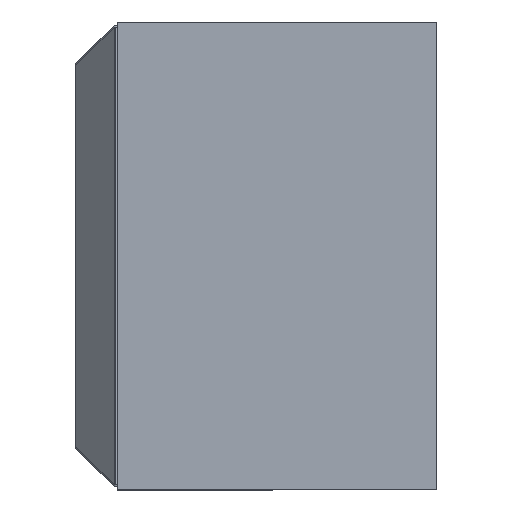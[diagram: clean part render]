
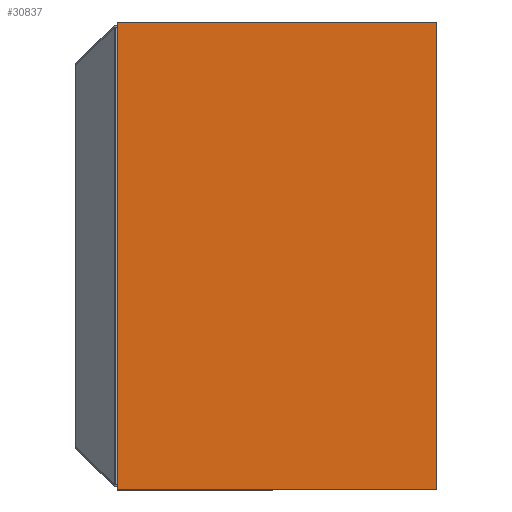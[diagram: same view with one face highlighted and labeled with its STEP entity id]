
A CAD part, left-side view. The second image highlights one B-rep face of the part: STEP entity #30837.
In plain terms, the highlighted planar face has unit normal (-1, 0, 0).
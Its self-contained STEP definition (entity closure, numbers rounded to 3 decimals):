
#685 = CARTESIAN_POINT ( 'NONE',  ( -62.5, 0., -11. ) ) ;
#949 = ORIENTED_EDGE ( 'NONE', *, *, #6891, .F. ) ;
#2302 = VECTOR ( 'NONE', #9326, 1000. ) ;
#3942 = DIRECTION ( 'NONE',  ( 0., 0., 1. ) ) ;
#4887 = LINE ( 'NONE', #34180, #2302 ) ;
#4965 = CARTESIAN_POINT ( 'NONE',  ( -62.5, 15., -11. ) ) ;
#5631 = LINE ( 'NONE', #28887, #6505 ) ;
#5709 = VERTEX_POINT ( 'NONE', #18117 ) ;
#6505 = VECTOR ( 'NONE', #26234, 1000. ) ;
#6891 = EDGE_CURVE ( 'NONE', #24253, #9078, #35069, .T. ) ;
#9078 = VERTEX_POINT ( 'NONE', #32733 ) ;
#9326 = DIRECTION ( 'NONE',  ( 0., -1., 0. ) ) ;
#9746 = AXIS2_PLACEMENT_3D ( 'NONE', #15937, #35386, #18736 ) ;
#9829 = FACE_OUTER_BOUND ( 'NONE', #12429, .T. ) ;
#10377 = EDGE_CURVE ( 'NONE', #24253, #24714, #4887, .T. ) ;
#12429 = EDGE_LOOP ( 'NONE', ( #16148, #33141, #949, #34806 ) ) ;
#15937 = CARTESIAN_POINT ( 'NONE',  ( -62.5, 15., -11. ) ) ;
#16058 = LINE ( 'NONE', #685, #21285 ) ;
#16148 = ORIENTED_EDGE ( 'NONE', *, *, #26335, .T. ) ;
#18117 = CARTESIAN_POINT ( 'NONE',  ( -62.5, 0., 11. ) ) ;
#18736 = DIRECTION ( 'NONE',  ( 0., 0., -1. ) ) ;
#19280 = DIRECTION ( 'NONE',  ( 0., 0., 1. ) ) ;
#21285 = VECTOR ( 'NONE', #3942, 1000. ) ;
#21717 = CARTESIAN_POINT ( 'NONE',  ( -62.5, 15., -11. ) ) ;
#24253 = VERTEX_POINT ( 'NONE', #4965 ) ;
#24714 = VERTEX_POINT ( 'NONE', #30181 ) ;
#26234 = DIRECTION ( 'NONE',  ( 0., -1., 0. ) ) ;
#26335 = EDGE_CURVE ( 'NONE', #24714, #5709, #16058, .T. ) ;
#28491 = EDGE_CURVE ( 'NONE', #9078, #5709, #5631, .T. ) ;
#28553 = VECTOR ( 'NONE', #19280, 1000. ) ;
#28887 = CARTESIAN_POINT ( 'NONE',  ( -62.5, 15., 11. ) ) ;
#30181 = CARTESIAN_POINT ( 'NONE',  ( -62.5, 0., -11. ) ) ;
#30837 = ADVANCED_FACE ( 'NONE', ( #9829 ), #32486, .F. ) ;
#32486 = PLANE ( 'NONE',  #9746 ) ;
#32733 = CARTESIAN_POINT ( 'NONE',  ( -62.5, 15., 11. ) ) ;
#33141 = ORIENTED_EDGE ( 'NONE', *, *, #28491, .F. ) ;
#34180 = CARTESIAN_POINT ( 'NONE',  ( -62.5, 15., -11. ) ) ;
#34806 = ORIENTED_EDGE ( 'NONE', *, *, #10377, .T. ) ;
#35069 = LINE ( 'NONE', #21717, #28553 ) ;
#35386 = DIRECTION ( 'NONE',  ( 1., 0., 0. ) ) ;
